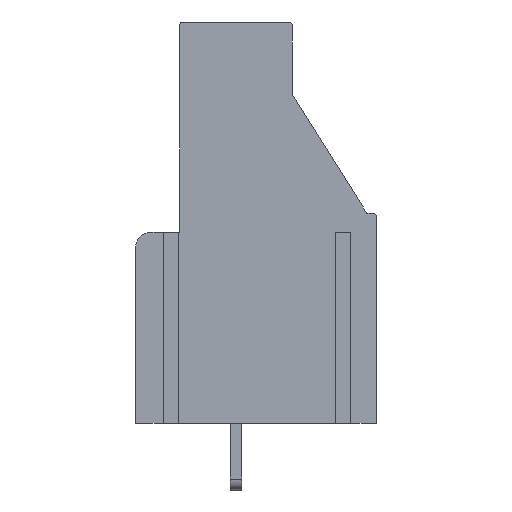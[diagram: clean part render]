
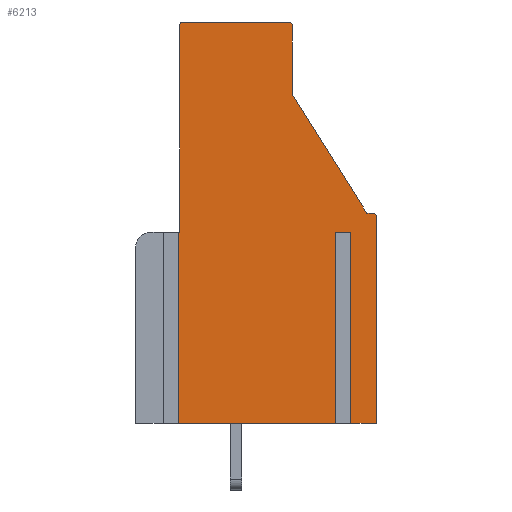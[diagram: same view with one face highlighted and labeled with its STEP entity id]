
A CAD part, left-side view. The second image highlights one B-rep face of the part: STEP entity #6213.
In plain terms, the highlighted planar face has unit normal (-1, 0, 0).
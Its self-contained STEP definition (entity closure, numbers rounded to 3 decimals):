
#191 = LINE ( 'NONE', #8807, #4293 ) ;
#234 = CARTESIAN_POINT ( 'NONE',  ( -14.28, 5.25, 21. ) ) ;
#247 = VECTOR ( 'NONE', #16645, 1000. ) ;
#344 = VECTOR ( 'NONE', #6795, 1000. ) ;
#461 = CARTESIAN_POINT ( 'NONE',  ( -14.28, 2.95, 10. ) ) ;
#476 = ORIENTED_EDGE ( 'NONE', *, *, #1598, .T. ) ;
#853 = LINE ( 'NONE', #9471, #247 ) ;
#951 = CARTESIAN_POINT ( 'NONE',  ( -14.28, -2.75, 20.8 ) ) ;
#1357 = EDGE_CURVE ( 'NONE', #5111, #9712, #2221, .T. ) ;
#1366 = LINE ( 'NONE', #461, #11123 ) ;
#1526 = DIRECTION ( 'NONE',  ( 0., 0., 1. ) ) ;
#1554 = VECTOR ( 'NONE', #1526, 1000. ) ;
#1598 = EDGE_CURVE ( 'NONE', #6091, #2556, #1366, .T. ) ;
#1715 = LINE ( 'NONE', #5780, #1554 ) ;
#1755 = DIRECTION ( 'NONE',  ( 0., 1., 0. ) ) ;
#1785 = ORIENTED_EDGE ( 'NONE', *, *, #12611, .T. ) ;
#1866 = VECTOR ( 'NONE', #10076, 1000. ) ;
#1877 = EDGE_CURVE ( 'NONE', #5271, #14182, #1715, .T. ) ;
#1971 = EDGE_CURVE ( 'NONE', #6162, #7861, #2649, .T. ) ;
#2065 = LINE ( 'NONE', #17369, #5311 ) ;
#2139 = EDGE_CURVE ( 'NONE', #6162, #17073, #17216, .T. ) ;
#2221 = LINE ( 'NONE', #7979, #12618 ) ;
#2537 = EDGE_CURVE ( 'NONE', #4677, #12930, #6442, .T. ) ;
#2556 = VERTEX_POINT ( 'NONE', #12184 ) ;
#2649 = LINE ( 'NONE', #6994, #344 ) ;
#2849 = ORIENTED_EDGE ( 'NONE', *, *, #1357, .T. ) ;
#3368 = DIRECTION ( 'NONE',  ( -1., 0., 0. ) ) ;
#3466 = EDGE_LOOP ( 'NONE', ( #8649, #17521, #14569, #2849, #15075, #14236, #11594, #11276, #9291, #5143, #8368, #5032, #4087, #16493, #1785, #476 ) ) ;
#3718 = DIRECTION ( 'NONE',  ( -1., 0., 0. ) ) ;
#4087 = ORIENTED_EDGE ( 'NONE', *, *, #1971, .F. ) ;
#4293 = VECTOR ( 'NONE', #15739, 1000. ) ;
#4348 = CARTESIAN_POINT ( 'NONE',  ( -14.28, -5.85, 10.894 ) ) ;
#4434 = LINE ( 'NONE', #11281, #14181 ) ;
#4646 = DIRECTION ( 'NONE',  ( 0., 0., -1. ) ) ;
#4677 = VERTEX_POINT ( 'NONE', #15862 ) ;
#4682 = LINE ( 'NONE', #7334, #11957 ) ;
#4710 = EDGE_CURVE ( 'NONE', #6563, #5271, #4682, .T. ) ;
#4861 = VECTOR ( 'NONE', #15791, 1000. ) ;
#4896 = DIRECTION ( 'NONE',  ( -1., 0., 0. ) ) ;
#5032 = ORIENTED_EDGE ( 'NONE', *, *, #14554, .T. ) ;
#5080 = CIRCLE ( 'NONE', #18547, 0.2 ) ;
#5111 = VERTEX_POINT ( 'NONE', #13436 ) ;
#5143 = ORIENTED_EDGE ( 'NONE', *, *, #4710, .T. ) ;
#5271 = VERTEX_POINT ( 'NONE', #13990 ) ;
#5311 = VECTOR ( 'NONE', #4646, 1000. ) ;
#5565 = DIRECTION ( 'NONE',  ( 0., 0., -1. ) ) ;
#5780 = CARTESIAN_POINT ( 'NONE',  ( -14.28, -2.95, 21. ) ) ;
#5939 = CARTESIAN_POINT ( 'NONE',  ( -14.28, 5.25, 0. ) ) ;
#6033 = EDGE_CURVE ( 'NONE', #12930, #6563, #15778, .T. ) ;
#6091 = VERTEX_POINT ( 'NONE', #8483 ) ;
#6162 = VERTEX_POINT ( 'NONE', #7343 ) ;
#6213 = ADVANCED_FACE ( 'NONE', ( #17422 ), #10331, .F. ) ;
#6384 = DIRECTION ( 'NONE',  ( 0., 0., -1. ) ) ;
#6417 = CARTESIAN_POINT ( 'NONE',  ( -14.28, -7.35, 0. ) ) ;
#6442 = CIRCLE ( 'NONE', #15733, 0.2 ) ;
#6452 = CARTESIAN_POINT ( 'NONE',  ( -14.28, -6.85, 11. ) ) ;
#6472 = DIRECTION ( 'NONE',  ( 0., 1., 0. ) ) ;
#6563 = VERTEX_POINT ( 'NONE', #6452 ) ;
#6795 = DIRECTION ( 'NONE',  ( 0., -1., 0. ) ) ;
#6994 = CARTESIAN_POINT ( 'NONE',  ( -14.28, 5.25, 21. ) ) ;
#7076 = VERTEX_POINT ( 'NONE', #18427 ) ;
#7136 = CARTESIAN_POINT ( 'NONE',  ( -14.28, 3.15, 0. ) ) ;
#7168 = EDGE_CURVE ( 'NONE', #7076, #17517, #191, .T. ) ;
#7334 = CARTESIAN_POINT ( 'NONE',  ( -14.28, -2.95, 17.2 ) ) ;
#7343 = CARTESIAN_POINT ( 'NONE',  ( -14.28, 2.75, 21. ) ) ;
#7530 = CARTESIAN_POINT ( 'NONE',  ( -14.28, -7.15, 10.8 ) ) ;
#7534 = LINE ( 'NONE', #16336, #17454 ) ;
#7847 = CARTESIAN_POINT ( 'NONE',  ( -14.28, -5.35, 0. ) ) ;
#7861 = VERTEX_POINT ( 'NONE', #15196 ) ;
#7879 = CARTESIAN_POINT ( 'NONE',  ( -14.28, -2.95, 20.8 ) ) ;
#7979 = CARTESIAN_POINT ( 'NONE',  ( -14.28, -5.35, 10. ) ) ;
#8002 = VERTEX_POINT ( 'NONE', #7136 ) ;
#8368 = ORIENTED_EDGE ( 'NONE', *, *, #1877, .T. ) ;
#8396 = EDGE_CURVE ( 'NONE', #4677, #17517, #4434, .T. ) ;
#8483 = CARTESIAN_POINT ( 'NONE',  ( -14.28, 2.95, 10. ) ) ;
#8580 = CARTESIAN_POINT ( 'NONE',  ( -14.28, -6.85, 11. ) ) ;
#8596 = LINE ( 'NONE', #5939, #11437 ) ;
#8649 = ORIENTED_EDGE ( 'NONE', *, *, #16298, .T. ) ;
#8780 = DIRECTION ( 'NONE',  ( 0., -1., 0. ) ) ;
#8807 = CARTESIAN_POINT ( 'NONE',  ( -14.28, 5.25, 0. ) ) ;
#9030 = VERTEX_POINT ( 'NONE', #7847 ) ;
#9291 = ORIENTED_EDGE ( 'NONE', *, *, #6033, .T. ) ;
#9471 = CARTESIAN_POINT ( 'NONE',  ( -14.28, -5.35, 10.894 ) ) ;
#9712 = VERTEX_POINT ( 'NONE', #11305 ) ;
#10076 = DIRECTION ( 'NONE',  ( 0., 1., 0. ) ) ;
#10292 = DIRECTION ( 'NONE',  ( 0., 1., 0. ) ) ;
#10331 = PLANE ( 'NONE',  #16521 ) ;
#10596 = DIRECTION ( 'NONE',  ( 0., -1., 0. ) ) ;
#10789 = EDGE_CURVE ( 'NONE', #8002, #9030, #8596, .T. ) ;
#10805 = DIRECTION ( 'NONE',  ( 0., 1., 0. ) ) ;
#11123 = VECTOR ( 'NONE', #10292, 1000. ) ;
#11276 = ORIENTED_EDGE ( 'NONE', *, *, #2537, .T. ) ;
#11281 = CARTESIAN_POINT ( 'NONE',  ( -14.28, -7.35, 21. ) ) ;
#11305 = CARTESIAN_POINT ( 'NONE',  ( -14.28, -5.85, 10. ) ) ;
#11437 = VECTOR ( 'NONE', #8780, 1000. ) ;
#11594 = ORIENTED_EDGE ( 'NONE', *, *, #8396, .F. ) ;
#11957 = VECTOR ( 'NONE', #14618, 1000. ) ;
#12184 = CARTESIAN_POINT ( 'NONE',  ( -14.28, 3.15, 10. ) ) ;
#12439 = DIRECTION ( 'NONE',  ( 0., 1., 0. ) ) ;
#12611 = EDGE_CURVE ( 'NONE', #17073, #6091, #2065, .T. ) ;
#12618 = VECTOR ( 'NONE', #10596, 1000. ) ;
#12930 = VERTEX_POINT ( 'NONE', #17442 ) ;
#13436 = CARTESIAN_POINT ( 'NONE',  ( -14.28, -5.35, 10. ) ) ;
#13943 = AXIS2_PLACEMENT_3D ( 'NONE', #16157, #4896, #10805 ) ;
#13990 = CARTESIAN_POINT ( 'NONE',  ( -14.28, -2.95, 17.2 ) ) ;
#14181 = VECTOR ( 'NONE', #5565, 1000. ) ;
#14182 = VERTEX_POINT ( 'NONE', #7879 ) ;
#14236 = ORIENTED_EDGE ( 'NONE', *, *, #7168, .T. ) ;
#14462 = EDGE_CURVE ( 'NONE', #5111, #9030, #853, .T. ) ;
#14554 = EDGE_CURVE ( 'NONE', #14182, #7861, #5080, .T. ) ;
#14569 = ORIENTED_EDGE ( 'NONE', *, *, #14462, .F. ) ;
#14618 = DIRECTION ( 'NONE',  ( 0., 0.532, 0.846 ) ) ;
#15075 = ORIENTED_EDGE ( 'NONE', *, *, #16921, .T. ) ;
#15196 = CARTESIAN_POINT ( 'NONE',  ( -14.28, -2.75, 21. ) ) ;
#15733 = AXIS2_PLACEMENT_3D ( 'NONE', #7530, #3368, #6472 ) ;
#15739 = DIRECTION ( 'NONE',  ( 0., -1., 0. ) ) ;
#15778 = LINE ( 'NONE', #8580, #1866 ) ;
#15791 = DIRECTION ( 'NONE',  ( 0., 0., -1. ) ) ;
#15862 = CARTESIAN_POINT ( 'NONE',  ( -14.28, -7.35, 10.8 ) ) ;
#16046 = DIRECTION ( 'NONE',  ( 1., 0., 0. ) ) ;
#16157 = CARTESIAN_POINT ( 'NONE',  ( -14.28, 2.75, 20.8 ) ) ;
#16298 = EDGE_CURVE ( 'NONE', #2556, #8002, #7534, .T. ) ;
#16336 = CARTESIAN_POINT ( 'NONE',  ( -14.28, 3.15, 10.894 ) ) ;
#16493 = ORIENTED_EDGE ( 'NONE', *, *, #2139, .T. ) ;
#16521 = AXIS2_PLACEMENT_3D ( 'NONE', #234, #16046, #1755 ) ;
#16645 = DIRECTION ( 'NONE',  ( 0., 0., -1. ) ) ;
#16676 = CARTESIAN_POINT ( 'NONE',  ( -14.28, 2.95, 20.8 ) ) ;
#16921 = EDGE_CURVE ( 'NONE', #9712, #7076, #17168, .T. ) ;
#17073 = VERTEX_POINT ( 'NONE', #16676 ) ;
#17168 = LINE ( 'NONE', #4348, #4861 ) ;
#17216 = CIRCLE ( 'NONE', #13943, 0.2 ) ;
#17369 = CARTESIAN_POINT ( 'NONE',  ( -14.28, 2.95, 21. ) ) ;
#17422 = FACE_OUTER_BOUND ( 'NONE', #3466, .T. ) ;
#17442 = CARTESIAN_POINT ( 'NONE',  ( -14.28, -7.15, 11. ) ) ;
#17454 = VECTOR ( 'NONE', #6384, 1000. ) ;
#17517 = VERTEX_POINT ( 'NONE', #6417 ) ;
#17521 = ORIENTED_EDGE ( 'NONE', *, *, #10789, .T. ) ;
#18427 = CARTESIAN_POINT ( 'NONE',  ( -14.28, -5.85, 0. ) ) ;
#18547 = AXIS2_PLACEMENT_3D ( 'NONE', #951, #3718, #12439 ) ;
